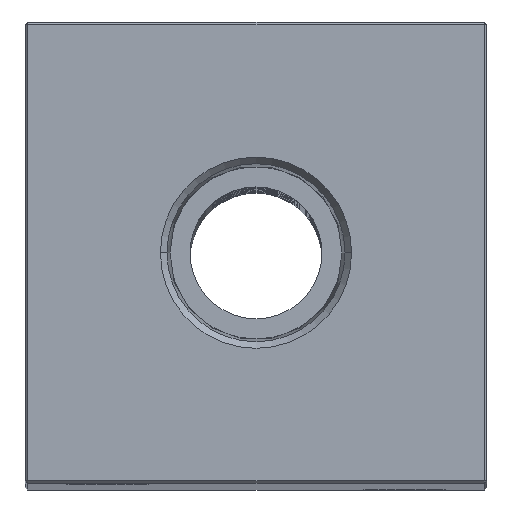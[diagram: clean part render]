
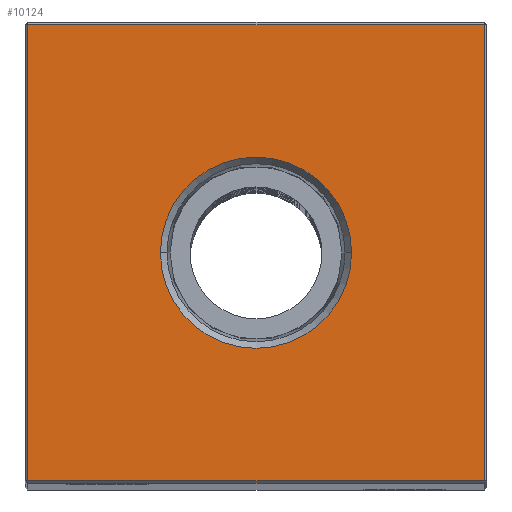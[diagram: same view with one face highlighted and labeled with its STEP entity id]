
A CAD part, top view. The second image highlights one B-rep face of the part: STEP entity #10124.
In plain terms, the highlighted planar face has unit normal (0, 0, 1).
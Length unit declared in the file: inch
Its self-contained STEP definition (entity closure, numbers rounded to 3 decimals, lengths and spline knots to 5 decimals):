
#460 = DIRECTION ( 'NONE',  ( 1., 0., 0. ) ) ;
#494 = EDGE_LOOP ( 'NONE', ( #10378, #5559 ) ) ;
#965 = CARTESIAN_POINT ( 'NONE',  ( 0., 0., 14.25 ) ) ;
#1027 = VERTEX_POINT ( 'NONE', #1218 ) ;
#1182 = AXIS2_PLACEMENT_3D ( 'NONE', #7406, #7554, #24721 ) ;
#1218 = CARTESIAN_POINT ( 'NONE',  ( -0.3626, 0., 14.25 ) ) ;
#1503 = EDGE_CURVE ( 'NONE', #6623, #11473, #25896, .T. ) ;
#2168 = DIRECTION ( 'NONE',  ( 0., 0., 1. ) ) ;
#2274 = EDGE_LOOP ( 'NONE', ( #16782, #7773, #11832, #3436 ) ) ;
#2779 = DIRECTION ( 'NONE',  ( -1., 0., 0. ) ) ;
#3062 = LINE ( 'NONE', #15708, #24162 ) ;
#3325 = CARTESIAN_POINT ( 'NONE',  ( -0.865, 0.865, 14.25 ) ) ;
#3436 = ORIENTED_EDGE ( 'NONE', *, *, #26292, .T. ) ;
#3854 = CIRCLE ( 'NONE', #1182, 0.3626 ) ;
#4667 = DIRECTION ( 'NONE',  ( 0., 1., 0. ) ) ;
#4951 = CARTESIAN_POINT ( 'NONE',  ( 0.865, 0., 14.25 ) ) ;
#5559 = ORIENTED_EDGE ( 'NONE', *, *, #18509, .F. ) ;
#6623 = VERTEX_POINT ( 'NONE', #16333 ) ;
#7406 = CARTESIAN_POINT ( 'NONE',  ( 0., 0., 14.25 ) ) ;
#7547 = DIRECTION ( 'NONE',  ( -1., 0., 0. ) ) ;
#7554 = DIRECTION ( 'NONE',  ( 0., 0., 1. ) ) ;
#7773 = ORIENTED_EDGE ( 'NONE', *, *, #1503, .T. ) ;
#7955 = PLANE ( 'NONE',  #23958 ) ;
#8471 = VERTEX_POINT ( 'NONE', #15907 ) ;
#9024 = CARTESIAN_POINT ( 'NONE',  ( 0.865, 0.865, 14.25 ) ) ;
#10124 = ADVANCED_FACE ( 'NONE', ( #11905, #14140 ), #7955, .F. ) ;
#10378 = ORIENTED_EDGE ( 'NONE', *, *, #21997, .F. ) ;
#11087 = EDGE_CURVE ( 'NONE', #26348, #6623, #11214, .T. ) ;
#11214 = LINE ( 'NONE', #13607, #25263 ) ;
#11473 = VERTEX_POINT ( 'NONE', #18477 ) ;
#11832 = ORIENTED_EDGE ( 'NONE', *, *, #25690, .T. ) ;
#11905 = FACE_OUTER_BOUND ( 'NONE', #2274, .T. ) ;
#13098 = CARTESIAN_POINT ( 'NONE',  ( 0., -0.865, 14.25 ) ) ;
#13123 = CARTESIAN_POINT ( 'NONE',  ( 0., 0., 14.25 ) ) ;
#13607 = CARTESIAN_POINT ( 'NONE',  ( -0.865, 0., 14.25 ) ) ;
#14140 = FACE_BOUND ( 'NONE', #494, .T. ) ;
#15708 = CARTESIAN_POINT ( 'NONE',  ( 0., 0.865, 14.25 ) ) ;
#15907 = CARTESIAN_POINT ( 'NONE',  ( 0.3626, 0., 14.25 ) ) ;
#16333 = CARTESIAN_POINT ( 'NONE',  ( -0.865, -0.865, 14.25 ) ) ;
#16782 = ORIENTED_EDGE ( 'NONE', *, *, #11087, .T. ) ;
#17260 = AXIS2_PLACEMENT_3D ( 'NONE', #13123, #2168, #25777 ) ;
#17741 = LINE ( 'NONE', #4951, #19656 ) ;
#18477 = CARTESIAN_POINT ( 'NONE',  ( 0.865, -0.865, 14.25 ) ) ;
#18509 = EDGE_CURVE ( 'NONE', #1027, #8471, #25804, .T. ) ;
#19656 = VECTOR ( 'NONE', #4667, 39.37008 ) ;
#21997 = EDGE_CURVE ( 'NONE', #8471, #1027, #3854, .T. ) ;
#22195 = DIRECTION ( 'NONE',  ( 0., -1., 0. ) ) ;
#23958 = AXIS2_PLACEMENT_3D ( 'NONE', #965, #26674, #7547 ) ;
#24162 = VECTOR ( 'NONE', #2779, 39.37008 ) ;
#24721 = DIRECTION ( 'NONE',  ( 1., 0., 0. ) ) ;
#25263 = VECTOR ( 'NONE', #22195, 39.37008 ) ;
#25598 = VECTOR ( 'NONE', #460, 39.37008 ) ;
#25690 = EDGE_CURVE ( 'NONE', #11473, #25736, #17741, .T. ) ;
#25736 = VERTEX_POINT ( 'NONE', #9024 ) ;
#25777 = DIRECTION ( 'NONE',  ( 1., 0., 0. ) ) ;
#25804 = CIRCLE ( 'NONE', #17260, 0.3626 ) ;
#25896 = LINE ( 'NONE', #13098, #25598 ) ;
#26292 = EDGE_CURVE ( 'NONE', #25736, #26348, #3062, .T. ) ;
#26348 = VERTEX_POINT ( 'NONE', #3325 ) ;
#26674 = DIRECTION ( 'NONE',  ( 0., 0., -1. ) ) ;
